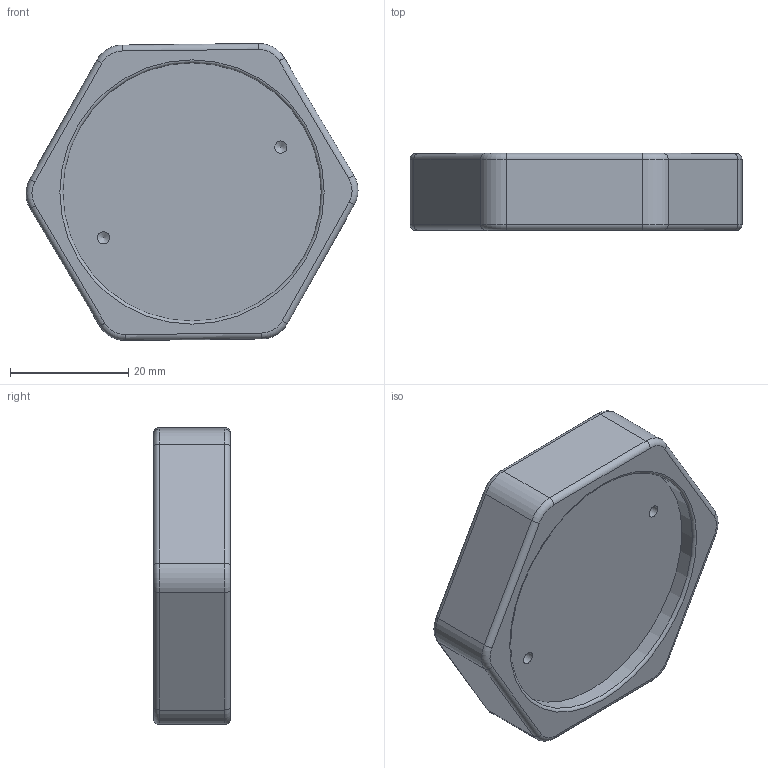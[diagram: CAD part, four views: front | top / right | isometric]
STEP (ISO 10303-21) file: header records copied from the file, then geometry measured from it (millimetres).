
FILE_DESCRIPTION(/* description */ (''),/* implementation_level */ '2;1');
FILE_NAME(/* name */ 'Top.step',/* time_stamp */ '2023-10-16T21:38:29-07:00',/* author */ (''),/* organization */ (''),/* preprocessor_version */ 'ST-DEVELOPER v20',/* originating_system */ 'Autodesk Translation Framework v12.14.0.127',/* authorisation */ '');
FILE_SCHEMA (('AUTOMOTIVE_DESIGN { 1 0 10303 214 3 1 1 }'));
Length unit declared in the file: millimetre
Products named in the file (1): ScrewTray
Bounding box: 56.18 x 13 x 50.27 mm (x, y, z)
Volume: 15778.5 mm3; surface area: 7279.9 mm2
Topology: 1 solids, 1 shells, 79 faces, 193 edges, 120 vertices
Faces by surface type: bspline 25, cylinder 21, plane 16, torus 15, cone 2
Full cylindrical faces by diameter (mm): 2.075 x2, 43.72 x1
Entity records: 2400 total; most frequent: CARTESIAN_POINT 716, ORIENTED_EDGE 382, DIRECTION 314, EDGE_CURVE 191, VERTEX_POINT 120, AXIS2_PLACEMENT_3D 118, EDGE_LOOP 85, FACE_OUTER_BOUND 79
